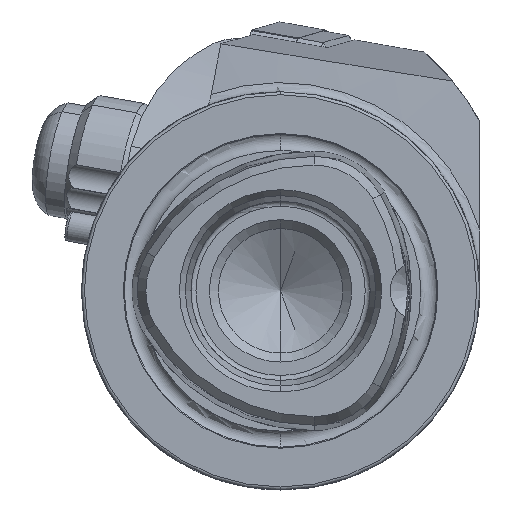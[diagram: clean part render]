
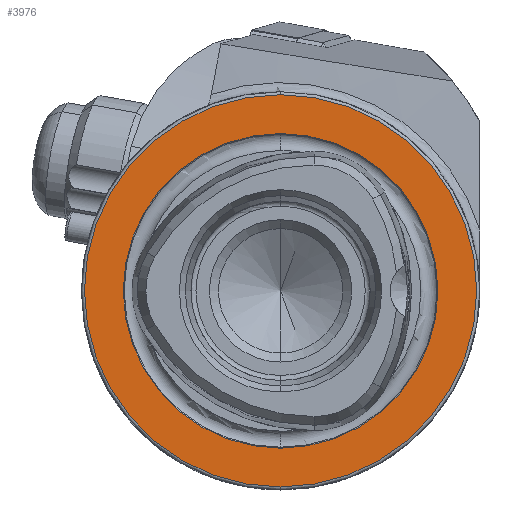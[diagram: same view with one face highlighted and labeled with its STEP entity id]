
A CAD part, left-side view. The second image highlights one B-rep face of the part: STEP entity #3976.
In plain terms, the highlighted planar face has unit normal (-1, 0, 0).
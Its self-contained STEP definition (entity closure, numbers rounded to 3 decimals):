
#369 = CIRCLE ( 'NONE', #13337, 15.8 ) ;
#1408 = DIRECTION ( 'NONE',  ( -1., 0., 0. ) ) ;
#1437 = EDGE_CURVE ( 'NONE', #13487, #8315, #14783, .T. ) ;
#3168 = PLANE ( 'NONE',  #13649 ) ;
#3711 = DIRECTION ( 'NONE',  ( 0., 0., 1. ) ) ;
#3756 = AXIS2_PLACEMENT_3D ( 'NONE', #7936, #4557, #4412 ) ;
#3768 = ORIENTED_EDGE ( 'NONE', *, *, #7653, .T. ) ;
#3888 = VERTEX_POINT ( 'NONE', #9186 ) ;
#3896 = CARTESIAN_POINT ( 'NONE',  ( 0., 0., 0. ) ) ;
#3976 = ADVANCED_FACE ( 'NONE', ( #13454, #6690 ), #3168, .F. ) ;
#4412 = DIRECTION ( 'NONE',  ( 0., 0., 1. ) ) ;
#4557 = DIRECTION ( 'NONE',  ( -1., 0., 0. ) ) ;
#5719 = EDGE_CURVE ( 'NONE', #3888, #11700, #11776, .T. ) ;
#5791 = CIRCLE ( 'NONE', #13712, 19.7 ) ;
#6690 = FACE_OUTER_BOUND ( 'NONE', #8775, .T. ) ;
#6975 = EDGE_LOOP ( 'NONE', ( #9091, #7582 ) ) ;
#7481 = AXIS2_PLACEMENT_3D ( 'NONE', #11564, #1408, #10586 ) ;
#7582 = ORIENTED_EDGE ( 'NONE', *, *, #11034, .F. ) ;
#7653 = EDGE_CURVE ( 'NONE', #11700, #3888, #5791, .T. ) ;
#7765 = CARTESIAN_POINT ( 'NONE',  ( 0., 15.8, 0. ) ) ;
#7766 = CARTESIAN_POINT ( 'NONE',  ( 0., 0., -15.8 ) ) ;
#7912 = DIRECTION ( 'NONE',  ( 0., 0., -1. ) ) ;
#7936 = CARTESIAN_POINT ( 'NONE',  ( 0., 0., 0. ) ) ;
#8057 = ORIENTED_EDGE ( 'NONE', *, *, #5719, .T. ) ;
#8315 = VERTEX_POINT ( 'NONE', #7766 ) ;
#8775 = EDGE_LOOP ( 'NONE', ( #3768, #8057 ) ) ;
#9091 = ORIENTED_EDGE ( 'NONE', *, *, #1437, .F. ) ;
#9186 = CARTESIAN_POINT ( 'NONE',  ( 0., 0., -19.7 ) ) ;
#9205 = CARTESIAN_POINT ( 'NONE',  ( 0., 0., 0. ) ) ;
#9345 = DIRECTION ( 'NONE',  ( -1., 0., 0. ) ) ;
#10586 = DIRECTION ( 'NONE',  ( 0., 0., 1. ) ) ;
#10977 = CARTESIAN_POINT ( 'NONE',  ( 0., 0., 19.7 ) ) ;
#11034 = EDGE_CURVE ( 'NONE', #8315, #13487, #369, .T. ) ;
#11564 = CARTESIAN_POINT ( 'NONE',  ( 0., 0., 0. ) ) ;
#11700 = VERTEX_POINT ( 'NONE', #10977 ) ;
#11776 = CIRCLE ( 'NONE', #7481, 19.7 ) ;
#11920 = DIRECTION ( 'NONE',  ( -1., 0., 0. ) ) ;
#13114 = DIRECTION ( 'NONE',  ( 0., 0., 1. ) ) ;
#13337 = AXIS2_PLACEMENT_3D ( 'NONE', #3896, #11920, #13114 ) ;
#13454 = FACE_BOUND ( 'NONE', #6975, .T. ) ;
#13487 = VERTEX_POINT ( 'NONE', #13621 ) ;
#13621 = CARTESIAN_POINT ( 'NONE',  ( 0., 0., 15.8 ) ) ;
#13649 = AXIS2_PLACEMENT_3D ( 'NONE', #7765, #14722, #7912 ) ;
#13712 = AXIS2_PLACEMENT_3D ( 'NONE', #9205, #9345, #3711 ) ;
#14722 = DIRECTION ( 'NONE',  ( 1., 0., 0. ) ) ;
#14783 = CIRCLE ( 'NONE', #3756, 15.8 ) ;
